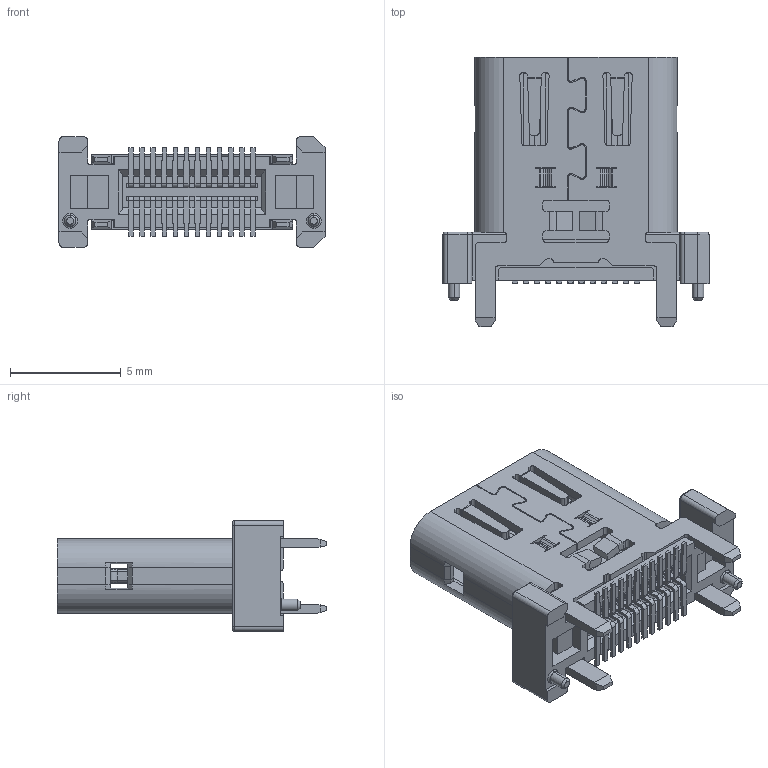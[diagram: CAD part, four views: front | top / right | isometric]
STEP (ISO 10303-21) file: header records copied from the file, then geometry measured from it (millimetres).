
FILE_DESCRIPTION (( 'STEP AP214' ), '1' );
FILE_NAME ('DX07S024WJ3R400.STEP', '2020-04-03T08:08:16', ( '' ), ( '' ), 'SwSTEP 2.0', 'SolidWorks 2017', '' );
FILE_SCHEMA (( 'AUTOMOTIVE_DESIGN' ));
Length unit declared in the file: millimetre
Products named in the file (1): DX07S024WJ3R400
Bounding box: 12 x 12.15 x 5 mm (x, y, z)
Volume: 219.3 mm3; surface area: 895.8 mm2
Topology: 52 solids, 52 shells, 1305 faces, 3425 edges, 2218 vertices
Faces by surface type: plane 963, cylinder 284, cone 28, bspline 16, torus 14
Entity records: 40430 total; most frequent: CARTESIAN_POINT 7365, ORIENTED_EDGE 6850, DIRECTION 6563, EDGE_CURVE 3425, VECTOR 2771, LINE 2771, VERTEX_POINT 2218, AXIS2_PLACEMENT_3D 1896
